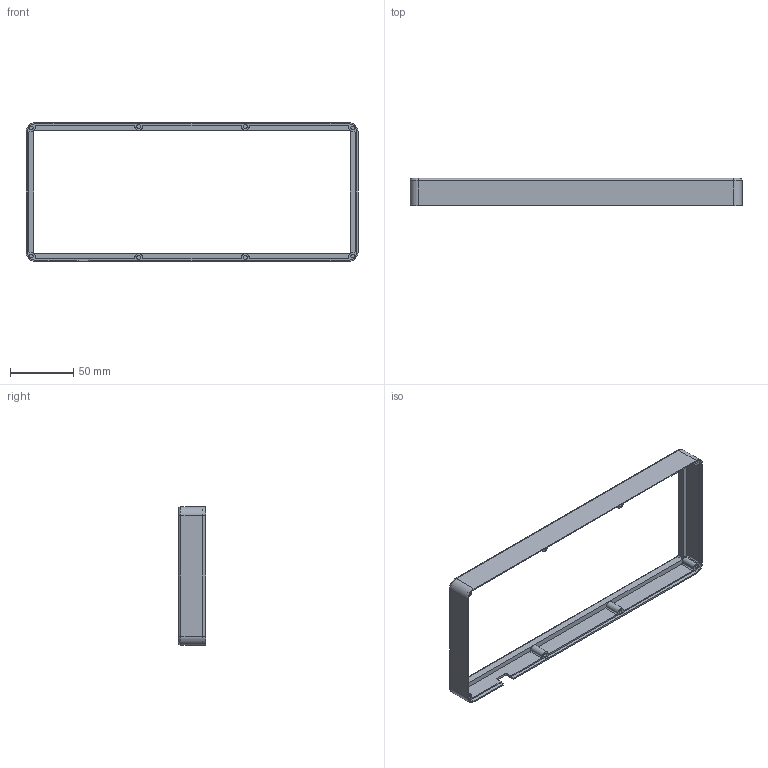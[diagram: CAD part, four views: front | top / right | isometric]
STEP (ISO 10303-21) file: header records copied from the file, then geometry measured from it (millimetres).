
FILE_DESCRIPTION(/* description */ (''),/* implementation_level */ '2;1');
FILE_NAME(/* name */ 'Frame.step',/* time_stamp */ '2021-12-18T05:16:19+01:00',/* author */ (''),/* organization */ (''),/* preprocessor_version */ 'ST-DEVELOPER v18.1',/* originating_system */ 'Autodesk Translation Framework v10.10.0.1391',/* authorisation */ '');
FILE_SCHEMA (('AUTOMOTIVE_DESIGN { 1 0 10303 214 3 1 1 }'));
Length unit declared in the file: millimetre
Products named in the file (1): Frame
Bounding box: 261.65 x 21.5 x 109.25 mm (x, y, z)
Volume: 46728.2 mm3; surface area: 39833.9 mm2
Topology: 1 solids, 1 shells, 129 faces, 336 edges, 216 vertices
Faces by surface type: cylinder 66, plane 55, torus 8
Full cylindrical faces by diameter (mm): 3.1 x8
Entity records: 4034 total; most frequent: DIRECTION 748, CARTESIAN_POINT 682, ORIENTED_EDGE 672, EDGE_CURVE 336, AXIS2_PLACEMENT_3D 282, VERTEX_POINT 216, LINE 184, VECTOR 184
